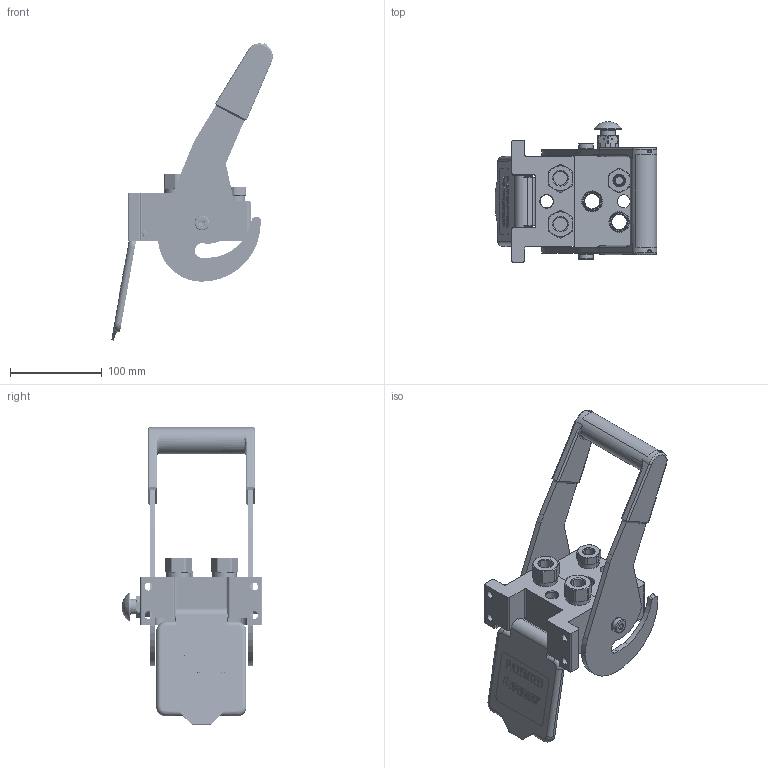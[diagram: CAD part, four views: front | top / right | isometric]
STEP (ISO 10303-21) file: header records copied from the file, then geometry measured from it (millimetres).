
FILE_DESCRIPTION (( 'STEP AP214' ), '1' );
FILE_NAME ('FASTER.step', '2022-01-25T09:45:46', ( '' ), ( '' ), 'SwSTEP 2.0', 'SolidWorks 2017', '' );
FILE_SCHEMA (( 'AUTOMOTIVE_DESIGN' ));
Length unit declared in the file: millimetre
Products named in the file (34): curs_molla_14; 4830_025_1000_000; et011; 0048_317_1000_000; 4830_070_0000_001; 4820_001_0004_000; FASTER; 4830_022_0000_011; 4830_025_2000_000; 4810_001_0001_014; sicura_p5; or1_5x7_m; 4132_014_0000_000; 2ffnb14_gas_f; 4830_024_0009_000; 0048_042_0412_000; A_2ffnb38_gas_f; 4830_001_0005_300; 4121_014_0000_000; 4830_013_3000_020; 4830_024_0009_000^4830_024_0009_000; 4132_072_0000_300; 4830_025_0000_001; 4830_001_0005_301; 2ffnb38_gas_f; nc000007; 4121_072_0000_200; 4830_024_0009_001; A_2ffnb14_gas_f; P5065_F_BASE; CURS_MOLLA_38; 4830_020_5001_000
Assembly tree (35 placements, depth 4):
  FASTER
    P5065_F_BASE
      4830_020_5001_000
      4830_025_1000_000
      4830_022_0000_011
      4830_070_0000_001
      4830_013_3000_020  x2
      4810_001_0001_014
      4820_001_0004_000
      4830_001_0005_300
      4830_001_0005_301
      0048_317_1000_000  x2
    A_2ffnb38_gas_f  x2
      CURS_MOLLA_38
        4132_072_0000_300
        4132_014_0000_000
      2ffnb38_gas_f
        2ffnb38_gas_f
    A_2ffnb14_gas_f
      curs_molla_14
        4121_014_0000_000
        4121_072_0000_200
      2ffnb14_gas_f
        2ffnb14_gas_f
    4830_024_0009_000
      sicura_p5
        4830_025_0000_001
        or1_5x7_m
        0048_042_0412_000
      4830_024_0009_001
      nc000007
      4830_025_2000_000
    et011
  4830_024_0009_000^4830_024_0009_000
Bounding box: 175.89 x 153.38 x 323.63 mm (x, y, z)
Volume: 117609.8 mm3; surface area: 279882.7 mm2
Topology: 21 solids, 58 shells, 3502 faces, 9111 edges, 5806 vertices
Faces by surface type: plane 2017, cylinder 676, bspline 304, cone 258, torus 208, sphere 39
Entity records: 137160 total; most frequent: CARTESIAN_POINT 57319, ORIENTED_EDGE 16374, DIRECTION 14922, EDGE_CURVE 8288, LINE 5614, VECTOR 5614, VERTEX_POINT 5313, AXIS2_PLACEMENT_3D 4654
